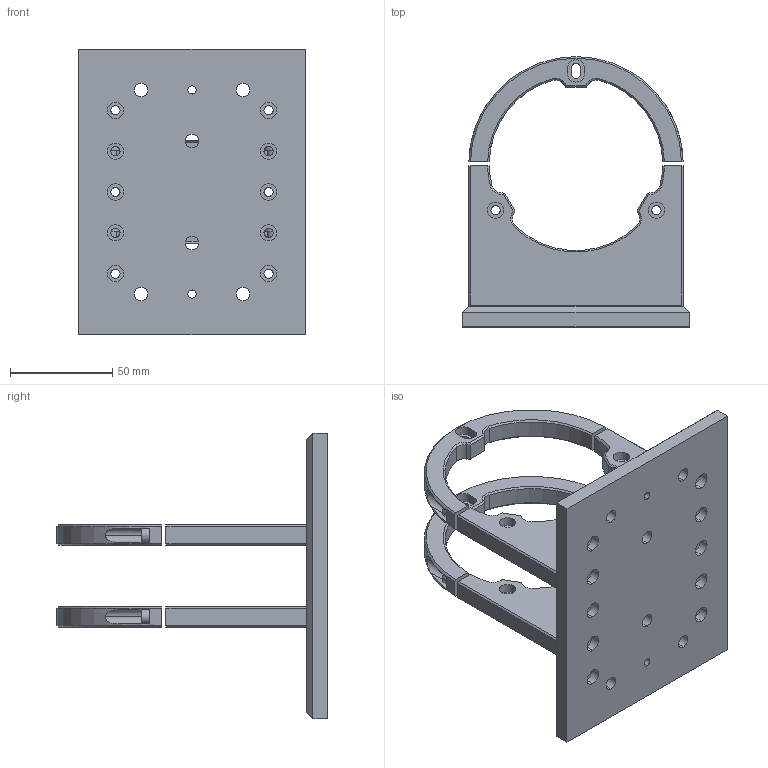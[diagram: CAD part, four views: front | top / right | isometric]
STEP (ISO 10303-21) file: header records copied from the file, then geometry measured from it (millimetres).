
FILE_DESCRIPTION (( 'STEP AP214' ), '1' );
FILE_NAME ('CMHOMC12K_50-67.STEP', '2013-04-26T13:29:33', ( 'Work' ), ( '' ), 'SwSTEP 2.0', 'SolidWorks 2013', '' );
FILE_SCHEMA (( 'AUTOMOTIVE_DESIGN' ));
Length unit declared in the file: millimetre
Products named in the file (1): CMHOMC12K_50-67
Bounding box: 111 x 132.5 x 140 mm (x, y, z)
Surface area: 75312.8 mm2 (no closed solid volume)
Topology: 0 solids, 9 shells, 326 faces, 866 edges, 572 vertices
Faces by surface type: plane 146, cylinder 120, cone 52, torus 8
Entity records: 14033 total; most frequent: CARTESIAN_POINT 1991, DIRECTION 1854, ORIENTED_EDGE 1608, EDGE_CURVE 866, AXIS2_PLACEMENT_3D 691, VERTEX_POINT 572, LINE 472, VECTOR 472
